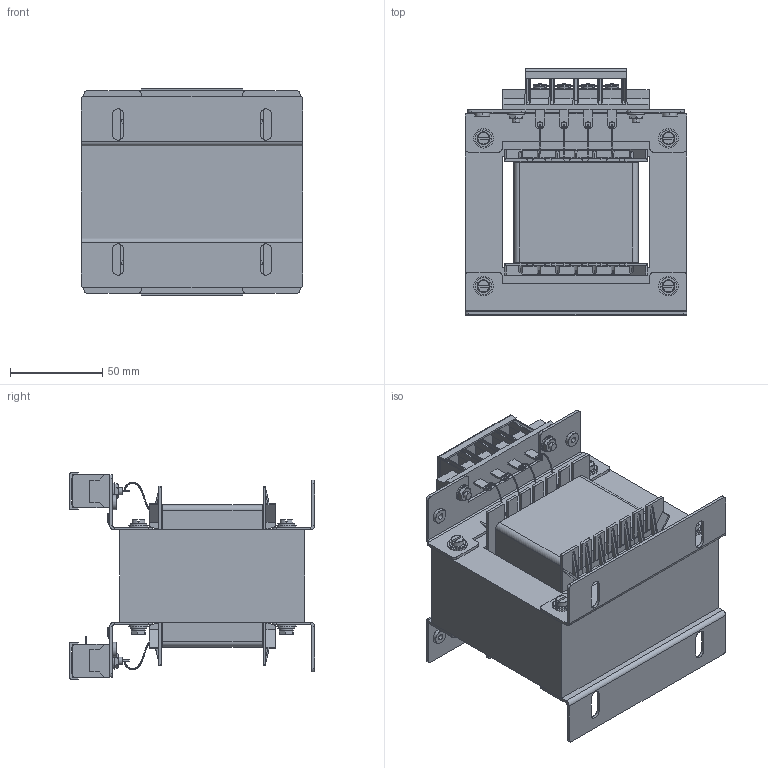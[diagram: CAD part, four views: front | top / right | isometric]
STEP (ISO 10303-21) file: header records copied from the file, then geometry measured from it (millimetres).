
FILE_DESCRIPTION (( 'STEP AP214' ), '1' );
FILE_NAME ('9205 STEP.STEP', '2025-04-11T08:18:56', ( '' ), ( '' ), 'SwSTEP 2.0', 'SolidWorks 2022', '' );
FILE_SCHEMA (( 'AUTOMOTIVE_DESIGN' ));
Length unit declared in the file: millimetre
Products named in the file (1): 9205 STEP
Bounding box: 120 x 133 x 111.78 mm (x, y, z)
Volume: 727382.9 mm3; surface area: 217591.1 mm2
Topology: 69 solids, 69 shells, 3245 faces, 8260 edges, 5176 vertices
Faces by surface type: plane 2030, cylinder 705, bspline 194, torus 172, cone 144
Entity records: 143489 total; most frequent: CARTESIAN_POINT 30752, ORIENTED_EDGE 16456, DIRECTION 14662, EDGE_CURVE 8228, LINE 5462, VECTOR 5462, VERTEX_POINT 5176, AXIS2_PLACEMENT_3D 4600
